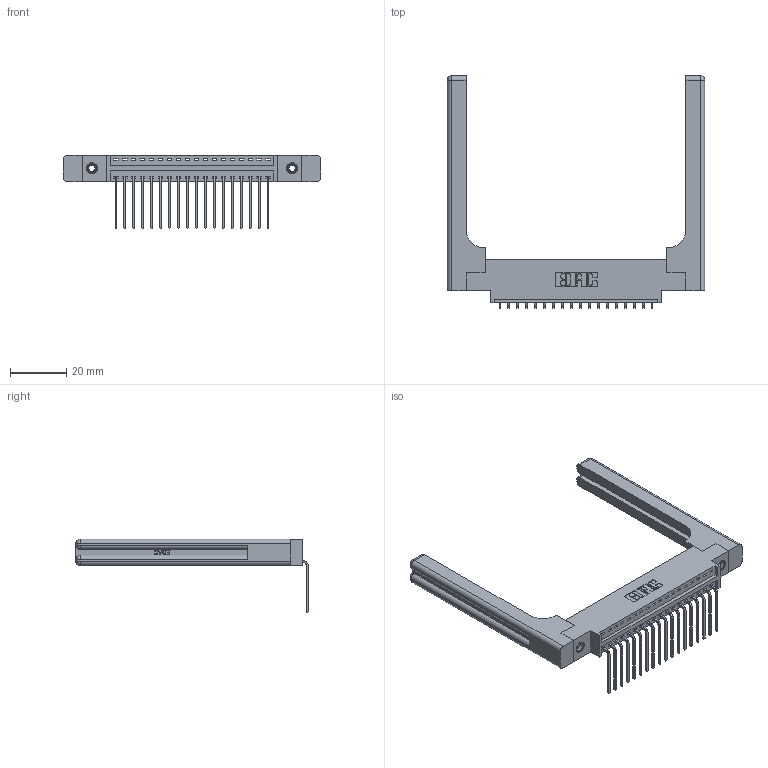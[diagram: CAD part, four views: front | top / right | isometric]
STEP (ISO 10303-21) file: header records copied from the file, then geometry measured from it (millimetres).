
FILE_DESCRIPTION (( 'STEP AP203' ), '1' );
FILE_NAME ('396-018-559-658.STEP', '2019-10-31T20:50:16', ( '' ), ( '' ), 'SwSTEP 2.0', 'SolidWorks 2016', '' );
FILE_SCHEMA (( 'CONFIG_CONTROL_DESIGN' ));
Length unit declared in the file: inch
Products named in the file (5): 345-292-001_558 559 Tail - 1; 345-250-001_345-250-001-102; 346-220-058_345-220-058; 396-018-559-658; 346 Part_0.170 Offset - 0.156 Dia-TH
Assembly tree (23 placements, depth 2):
  396-018-559-658
    346 Part_0.170 Offset - 0.156 Dia-TH
    345-292-001_558 559 Tail - 1  x18
    345-250-001_345-250-001-102  x2
    346-220-058_345-220-058  x2
Bounding box: 91.21 x 82.36 x 26.16 mm (x, y, z)
Volume: 15989.3 mm3; surface area: 16016.3 mm2
Topology: 23 solids, 23 shells, 1462 faces, 4283 edges, 2810 vertices
Faces by surface type: plane 984, cylinder 418, bspline 36, cone 12, sphere 8, torus 4
Entity records: 19800 total; most frequent: CARTESIAN_POINT 4383, ORIENTED_EDGE 3132, DIRECTION 2826, EDGE_CURVE 1566, LINE 1270, VECTOR 1270, VERTEX_POINT 1034, AXIS2_PLACEMENT_3D 778
